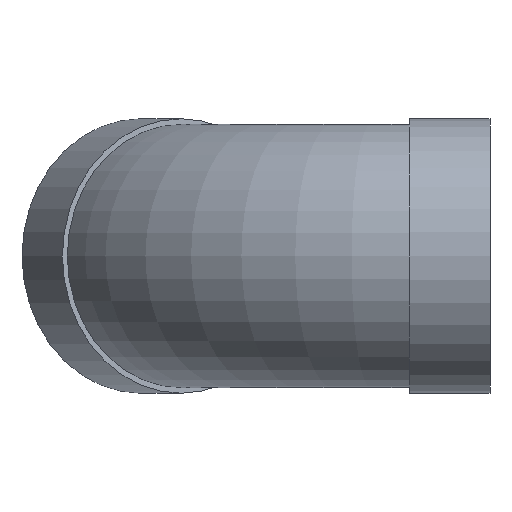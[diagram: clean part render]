
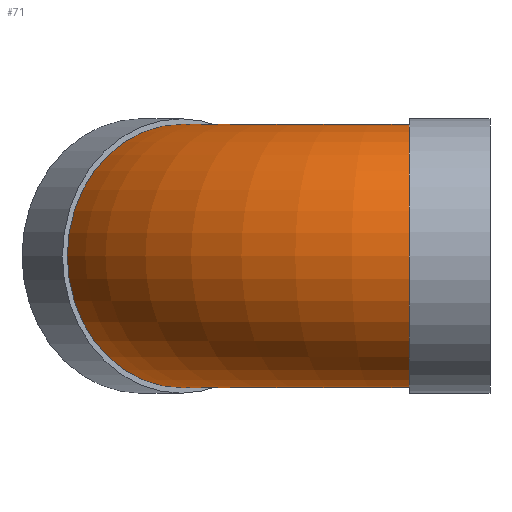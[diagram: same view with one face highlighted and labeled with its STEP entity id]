
A CAD part, left-side view. The second image highlights one B-rep face of the part: STEP entity #71.
In plain terms, the highlighted toroidal (fillet/blend) face has major radius 140 mm and minor radius 70 mm.
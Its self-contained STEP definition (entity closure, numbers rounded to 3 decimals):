
#71 = ADVANCED_FACE( '', ( #138, #139 ), #140, .T. );
#138 = FACE_OUTER_BOUND( '', #200, .T. );
#139 = FACE_OUTER_BOUND( '', #201, .T. );
#140 = TOROIDAL_SURFACE( '', #202, 140., 70. );
#200 = EDGE_LOOP( '', ( #262 ) );
#201 = EDGE_LOOP( '', ( #263 ) );
#202 = AXIS2_PLACEMENT_3D( '', #264, #265, #266 );
#262 = ORIENTED_EDGE( '', *, *, #305, .T. );
#263 = ORIENTED_EDGE( '', *, *, #315, .F. );
#264 = CARTESIAN_POINT( '', ( 140., 43., 0. ) );
#265 = DIRECTION( '', ( 0., 0., -1. ) );
#266 = DIRECTION( '', ( -1., 0., 0. ) );
#305 = EDGE_CURVE( '', #333, #333, #334, .T. );
#315 = EDGE_CURVE( '', #349, #349, #350, .T. );
#333 = VERTEX_POINT( '', #369 );
#334 = CIRCLE( '', #370, 70. );
#349 = VERTEX_POINT( '', #385 );
#350 = CIRCLE( '', #386, 70. );
#369 = CARTESIAN_POINT( '', ( 70., 43., 0. ) );
#370 = AXIS2_PLACEMENT_3D( '', #406, #407, #408 );
#385 = CARTESIAN_POINT( '', ( 105., 103.622, 0. ) );
#386 = AXIS2_PLACEMENT_3D( '', #424, #425, #426 );
#406 = CARTESIAN_POINT( '', ( 0., 43., 0. ) );
#407 = DIRECTION( '', ( 0., 1., 0. ) );
#408 = DIRECTION( '', ( 1., 0., 0. ) );
#424 = CARTESIAN_POINT( '', ( 70., 164.244, 0. ) );
#425 = DIRECTION( '', ( 0.866, 0.5, 0. ) );
#426 = DIRECTION( '', ( 0.5, -0.866, 0. ) );
